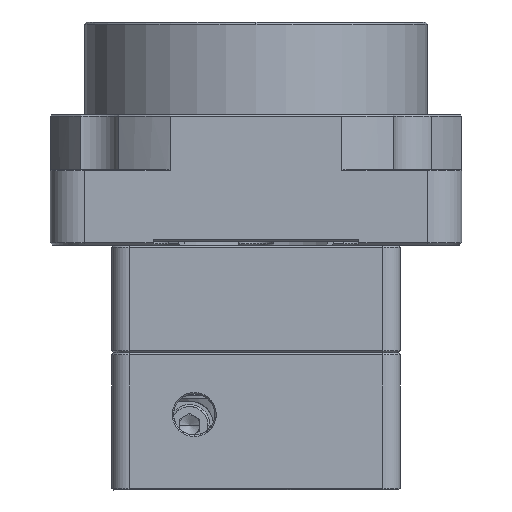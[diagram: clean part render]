
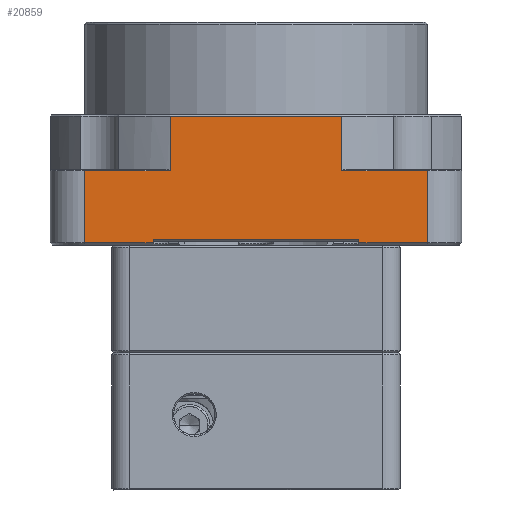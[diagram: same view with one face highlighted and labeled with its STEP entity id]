
A CAD part, left-side view. The second image highlights one B-rep face of the part: STEP entity #20859.
In plain terms, the highlighted planar face has unit normal (1, 0, 0).
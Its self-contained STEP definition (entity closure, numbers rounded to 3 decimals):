
#795=PLANE('',#50622);
#20859=ADVANCED_FACE('',(#22408),#795,.T.);
#22408=FACE_OUTER_BOUND('',#23824,.T.);
#23824=EDGE_LOOP('',(#34199,#34200,#34201,#34202,#34203,#34204,#34205,#34206,
#34207,#34208,#34209,#34210));
#25539=LINE('',#77753,#27277);
#25540=LINE('',#77755,#27278);
#25541=LINE('',#77758,#27279);
#25542=LINE('',#77760,#27280);
#25543=LINE('',#77762,#27281);
#25544=LINE('',#77764,#27282);
#25545=LINE('',#77766,#27283);
#25546=LINE('',#77768,#27284);
#25547=LINE('',#77770,#27285);
#25548=LINE('',#77772,#27286);
#25549=LINE('',#77773,#27287);
#25550=LINE('',#77775,#27288);
#27277=VECTOR('',#57608,1.);
#27278=VECTOR('',#57611,1.);
#27279=VECTOR('',#57612,1.);
#27280=VECTOR('',#57613,1.);
#27281=VECTOR('',#57614,1.);
#27282=VECTOR('',#57615,1.);
#27283=VECTOR('',#57616,1.);
#27284=VECTOR('',#57617,1.);
#27285=VECTOR('',#57618,1.);
#27286=VECTOR('',#57619,1.);
#27287=VECTOR('',#57620,1.);
#27288=VECTOR('',#57621,1.);
#34199=ORIENTED_EDGE('',*,*,#45498,.T.);
#34200=ORIENTED_EDGE('',*,*,#45499,.F.);
#34201=ORIENTED_EDGE('',*,*,#45500,.T.);
#34202=ORIENTED_EDGE('',*,*,#45501,.F.);
#34203=ORIENTED_EDGE('',*,*,#45502,.T.);
#34204=ORIENTED_EDGE('',*,*,#45503,.F.);
#34205=ORIENTED_EDGE('',*,*,#45504,.F.);
#34206=ORIENTED_EDGE('',*,*,#45505,.F.);
#34207=ORIENTED_EDGE('',*,*,#45506,.T.);
#34208=ORIENTED_EDGE('',*,*,#45497,.F.);
#34209=ORIENTED_EDGE('',*,*,#45507,.T.);
#34210=ORIENTED_EDGE('',*,*,#45508,.F.);
#40263=VERTEX_POINT('',#77750);
#40264=VERTEX_POINT('',#77752);
#40265=VERTEX_POINT('',#77756);
#40266=VERTEX_POINT('',#77757);
#40267=VERTEX_POINT('',#77759);
#40268=VERTEX_POINT('',#77761);
#40269=VERTEX_POINT('',#77763);
#40270=VERTEX_POINT('',#77765);
#40271=VERTEX_POINT('',#77767);
#40272=VERTEX_POINT('',#77769);
#40273=VERTEX_POINT('',#77771);
#40274=VERTEX_POINT('',#77774);
#45497=EDGE_CURVE('',#40264,#40263,#25539,.T.);
#45498=EDGE_CURVE('',#40265,#40266,#25540,.T.);
#45499=EDGE_CURVE('',#40267,#40266,#25541,.T.);
#45500=EDGE_CURVE('',#40267,#40268,#25542,.T.);
#45501=EDGE_CURVE('',#40269,#40268,#25543,.T.);
#45502=EDGE_CURVE('',#40269,#40270,#25544,.T.);
#45503=EDGE_CURVE('',#40271,#40270,#25545,.T.);
#45504=EDGE_CURVE('',#40272,#40271,#25546,.T.);
#45505=EDGE_CURVE('',#40273,#40272,#25547,.T.);
#45506=EDGE_CURVE('',#40273,#40263,#25548,.T.);
#45507=EDGE_CURVE('',#40264,#40274,#25549,.T.);
#45508=EDGE_CURVE('',#40265,#40274,#25550,.T.);
#50622=AXIS2_PLACEMENT_3D('',#77776,#57622,#57623);
#57608=DIRECTION('',(0.,0.,-1.));
#57611=DIRECTION('',(0.,-1.,0.));
#57612=DIRECTION('',(0.,0.,1.));
#57613=DIRECTION('',(0.,-1.,0.));
#57614=DIRECTION('',(0.,0.,1.));
#57615=DIRECTION('',(0.,1.,0.));
#57616=DIRECTION('',(0.,0.,-1.));
#57617=DIRECTION('',(0.,-1.,0.));
#57618=DIRECTION('',(0.,0.,1.));
#57619=DIRECTION('',(0.,1.,0.));
#57620=DIRECTION('',(0.,-1.,0.));
#57621=DIRECTION('',(0.,0.,-1.));
#57622=DIRECTION('',(1.,0.,0.));
#57623=DIRECTION('',(0.,1.,0.));
#77750=CARTESIAN_POINT('',(-23.56,25.,-10.7));
#77752=CARTESIAN_POINT('',(-23.56,25.,-0.2));
#77753=CARTESIAN_POINT('',(-23.56,25.,-0.2));
#77755=CARTESIAN_POINT('',(-23.56,12.5,7.8));
#77756=CARTESIAN_POINT('',(-23.56,12.5,7.8));
#77757=CARTESIAN_POINT('',(-23.56,-12.5,7.8));
#77758=CARTESIAN_POINT('',(-23.56,-12.5,-0.2));
#77759=CARTESIAN_POINT('',(-23.56,-12.5,-0.2));
#77760=CARTESIAN_POINT('',(-23.56,-12.5,-0.2));
#77761=CARTESIAN_POINT('',(-23.56,-25.,-0.2));
#77762=CARTESIAN_POINT('',(-23.56,-25.,-10.7));
#77763=CARTESIAN_POINT('',(-23.56,-25.,-10.7));
#77764=CARTESIAN_POINT('',(-23.56,-25.,-10.7));
#77765=CARTESIAN_POINT('',(-23.56,-15.,-10.7));
#77766=CARTESIAN_POINT('',(-23.56,-15.,-10.2));
#77767=CARTESIAN_POINT('',(-23.56,-15.,-10.2));
#77768=CARTESIAN_POINT('',(-23.56,15.,-10.2));
#77769=CARTESIAN_POINT('',(-23.56,15.,-10.2));
#77770=CARTESIAN_POINT('',(-23.56,15.,-10.7));
#77771=CARTESIAN_POINT('',(-23.56,15.,-10.7));
#77772=CARTESIAN_POINT('',(-23.56,15.,-10.7));
#77773=CARTESIAN_POINT('',(-23.56,25.,-0.2));
#77774=CARTESIAN_POINT('',(-23.56,12.5,-0.2));
#77775=CARTESIAN_POINT('',(-23.56,12.5,7.8));
#77776=CARTESIAN_POINT('',(-23.56,0.,-1.45));
